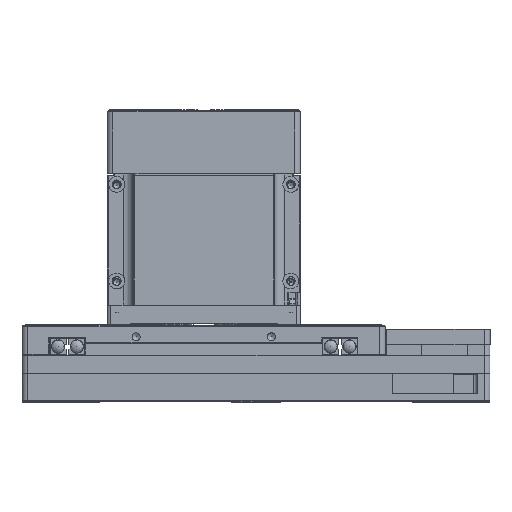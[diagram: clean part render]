
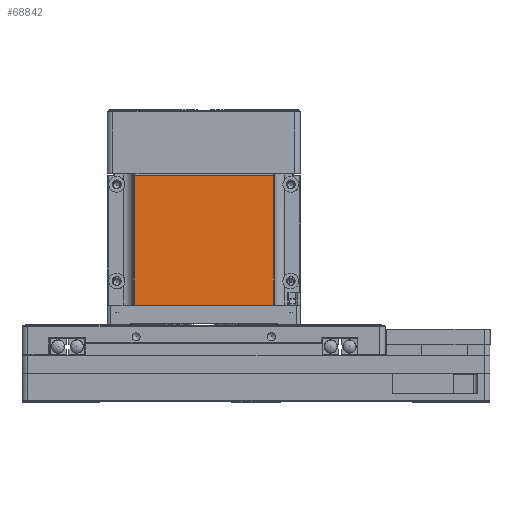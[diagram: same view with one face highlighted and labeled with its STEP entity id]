
A CAD part, top view. The second image highlights one B-rep face of the part: STEP entity #68842.
In plain terms, the highlighted planar face has unit normal (0, 0, 1).
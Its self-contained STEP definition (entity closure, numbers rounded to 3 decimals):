
#1783 = EDGE_CURVE ( 'NONE', #32955, #58703, #74885, .T. ) ;
#2172 = ORIENTED_EDGE ( 'NONE', *, *, #5384, .F. ) ;
#2907 = CARTESIAN_POINT ( 'NONE',  ( -36.5, 49.5, 50. ) ) ;
#3266 = LINE ( 'NONE', #19216, #48670 ) ;
#5384 = EDGE_CURVE ( 'NONE', #58703, #5578, #77646, .T. ) ;
#5578 = VERTEX_POINT ( 'NONE', #82446 ) ;
#6232 = LINE ( 'NONE', #36616, #50128 ) ;
#14117 = CARTESIAN_POINT ( 'NONE',  ( 36., 116.5, 50. ) ) ;
#14367 = CARTESIAN_POINT ( 'NONE',  ( -36.5, 252.252, 50. ) ) ;
#17798 = AXIS2_PLACEMENT_3D ( 'NONE', #14367, #69085, #23280 ) ;
#19216 = CARTESIAN_POINT ( 'NONE',  ( -36., 252.252, 50. ) ) ;
#23280 = DIRECTION ( 'NONE',  ( -1., 0., 0. ) ) ;
#23453 = VECTOR ( 'NONE', #90349, 1000. ) ;
#32955 = VERTEX_POINT ( 'NONE', #14117 ) ;
#36566 = CARTESIAN_POINT ( 'NONE',  ( 36., 252.252, 50. ) ) ;
#36616 = CARTESIAN_POINT ( 'NONE',  ( -36.5, 116.5, 50. ) ) ;
#46666 = EDGE_CURVE ( 'NONE', #86399, #32955, #6232, .T. ) ;
#48670 = VECTOR ( 'NONE', #93948, 1000. ) ;
#50128 = VECTOR ( 'NONE', #97840, 1000. ) ;
#54499 = CARTESIAN_POINT ( 'NONE',  ( -36., 116.5, 50. ) ) ;
#54728 = DIRECTION ( 'NONE',  ( -1., 0., 0. ) ) ;
#58703 = VERTEX_POINT ( 'NONE', #92507 ) ;
#61138 = FACE_OUTER_BOUND ( 'NONE', #72227, .T. ) ;
#65632 = ORIENTED_EDGE ( 'NONE', *, *, #46666, .F. ) ;
#68842 = ADVANCED_FACE ( 'NONE', ( #61138 ), #91527, .F. ) ;
#69085 = DIRECTION ( 'NONE',  ( 0., 0., -1. ) ) ;
#72227 = EDGE_LOOP ( 'NONE', ( #81911, #65632, #87304, #2172 ) ) ;
#74885 = LINE ( 'NONE', #36566, #23453 ) ;
#75029 = EDGE_CURVE ( 'NONE', #5578, #86399, #3266, .T. ) ;
#77646 = LINE ( 'NONE', #2907, #78657 ) ;
#78657 = VECTOR ( 'NONE', #54728, 1000. ) ;
#81911 = ORIENTED_EDGE ( 'NONE', *, *, #1783, .F. ) ;
#82446 = CARTESIAN_POINT ( 'NONE',  ( -36., 49.5, 50. ) ) ;
#86399 = VERTEX_POINT ( 'NONE', #54499 ) ;
#87304 = ORIENTED_EDGE ( 'NONE', *, *, #75029, .F. ) ;
#90349 = DIRECTION ( 'NONE',  ( 0., -1., 0. ) ) ;
#91527 = PLANE ( 'NONE',  #17798 ) ;
#92507 = CARTESIAN_POINT ( 'NONE',  ( 36., 49.5, 50. ) ) ;
#93948 = DIRECTION ( 'NONE',  ( 0., 1., 0. ) ) ;
#97840 = DIRECTION ( 'NONE',  ( 1., 0., 0. ) ) ;
